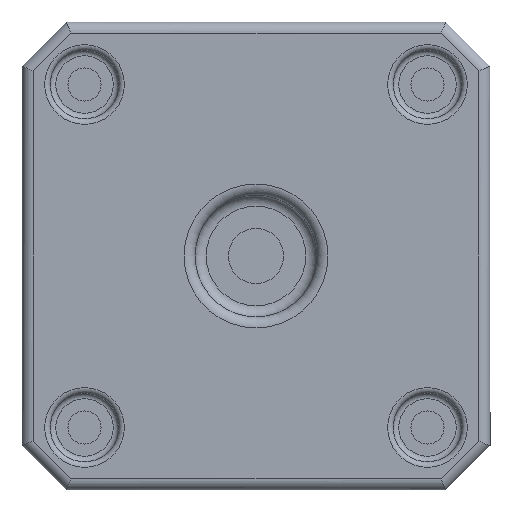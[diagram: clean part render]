
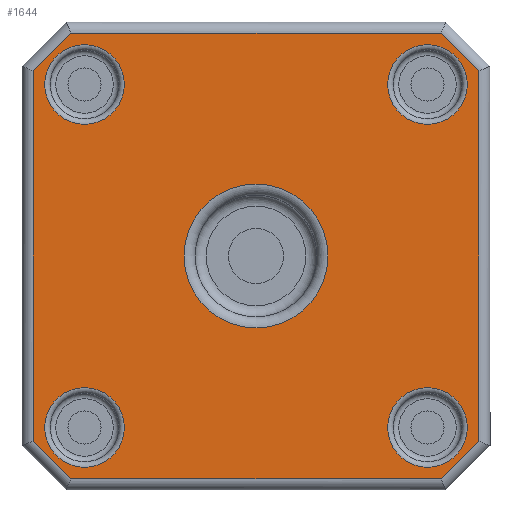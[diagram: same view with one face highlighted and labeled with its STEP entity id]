
A CAD part, front view. The second image highlights one B-rep face of the part: STEP entity #1644.
In plain terms, the highlighted planar face has unit normal (0, -1, 0).
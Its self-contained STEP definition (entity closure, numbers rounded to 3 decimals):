
#59=LINE('',#2491,#195);
#60=LINE('',#2493,#196);
#61=LINE('',#2495,#197);
#62=LINE('',#2497,#198);
#63=LINE('',#2499,#199);
#64=LINE('',#2501,#200);
#65=LINE('',#2503,#201);
#66=LINE('',#2504,#202);
#195=VECTOR('',#1971,33.471);
#196=VECTOR('',#1972,4.829);
#197=VECTOR('',#1973,33.471);
#198=VECTOR('',#1974,4.829);
#199=VECTOR('',#1975,33.471);
#200=VECTOR('',#1976,4.829);
#201=VECTOR('',#1977,33.471);
#202=VECTOR('',#1978,4.829);
#332=PLANE('',#1765);
#426=FACE_BOUND('',#609,.T.);
#427=FACE_BOUND('',#610,.T.);
#428=FACE_BOUND('',#611,.T.);
#429=FACE_BOUND('',#612,.T.);
#430=FACE_BOUND('',#613,.T.);
#493=FACE_OUTER_BOUND('',#608,.T.);
#608=EDGE_LOOP('',(#1208,#1209,#1210,#1211,#1212,#1213,#1214,#1215));
#609=EDGE_LOOP('',(#1216));
#610=EDGE_LOOP('',(#1217));
#611=EDGE_LOOP('',(#1218));
#612=EDGE_LOOP('',(#1219));
#613=EDGE_LOOP('',(#1220));
#782=CIRCLE('',#1764,6.5);
#783=CIRCLE('',#1766,3.6);
#784=CIRCLE('',#1767,3.6);
#785=CIRCLE('',#1768,3.6);
#786=CIRCLE('',#1769,3.6);
#840=VERTEX_POINT('',#2486);
#841=VERTEX_POINT('',#2489);
#842=VERTEX_POINT('',#2490);
#843=VERTEX_POINT('',#2492);
#844=VERTEX_POINT('',#2494);
#845=VERTEX_POINT('',#2496);
#846=VERTEX_POINT('',#2498);
#847=VERTEX_POINT('',#2500);
#848=VERTEX_POINT('',#2502);
#849=VERTEX_POINT('',#2505);
#850=VERTEX_POINT('',#2507);
#851=VERTEX_POINT('',#2509);
#852=VERTEX_POINT('',#2511);
#994=EDGE_CURVE('',#840,#840,#782,.T.);
#995=EDGE_CURVE('',#841,#842,#59,.T.);
#996=EDGE_CURVE('',#843,#841,#60,.T.);
#997=EDGE_CURVE('',#844,#843,#61,.T.);
#998=EDGE_CURVE('',#845,#844,#62,.T.);
#999=EDGE_CURVE('',#846,#845,#63,.T.);
#1000=EDGE_CURVE('',#847,#846,#64,.T.);
#1001=EDGE_CURVE('',#848,#847,#65,.T.);
#1002=EDGE_CURVE('',#842,#848,#66,.T.);
#1003=EDGE_CURVE('',#849,#849,#783,.T.);
#1004=EDGE_CURVE('',#850,#850,#784,.T.);
#1005=EDGE_CURVE('',#851,#851,#785,.T.);
#1006=EDGE_CURVE('',#852,#852,#786,.T.);
#1208=ORIENTED_EDGE('',*,*,#995,.F.);
#1209=ORIENTED_EDGE('',*,*,#996,.F.);
#1210=ORIENTED_EDGE('',*,*,#997,.F.);
#1211=ORIENTED_EDGE('',*,*,#998,.F.);
#1212=ORIENTED_EDGE('',*,*,#999,.F.);
#1213=ORIENTED_EDGE('',*,*,#1000,.F.);
#1214=ORIENTED_EDGE('',*,*,#1001,.F.);
#1215=ORIENTED_EDGE('',*,*,#1002,.F.);
#1216=ORIENTED_EDGE('',*,*,#1003,.F.);
#1217=ORIENTED_EDGE('',*,*,#1004,.F.);
#1218=ORIENTED_EDGE('',*,*,#1005,.F.);
#1219=ORIENTED_EDGE('',*,*,#1006,.F.);
#1220=ORIENTED_EDGE('',*,*,#994,.F.);
#1644=ADVANCED_FACE('',(#493,#426,#427,#428,#429,#430),#332,.F.);
#1764=AXIS2_PLACEMENT_3D('',#2487,#1967,#1968);
#1765=AXIS2_PLACEMENT_3D('',#2488,#1969,#1970);
#1766=AXIS2_PLACEMENT_3D('',#2506,#1979,#1980);
#1767=AXIS2_PLACEMENT_3D('',#2508,#1981,#1982);
#1768=AXIS2_PLACEMENT_3D('',#2510,#1983,#1984);
#1769=AXIS2_PLACEMENT_3D('',#2512,#1985,#1986);
#1967=DIRECTION('center_axis',(0.,-1.,0.));
#1968=DIRECTION('ref_axis',(-1.,0.,0.));
#1969=DIRECTION('center_axis',(0.,1.,0.));
#1970=DIRECTION('ref_axis',(0.,0.,1.));
#1971=DIRECTION('',(0.,0.,-1.));
#1972=DIRECTION('',(0.707,0.,-0.707));
#1973=DIRECTION('',(1.,0.,0.));
#1974=DIRECTION('',(0.707,0.,0.707));
#1975=DIRECTION('',(0.,0.,1.));
#1976=DIRECTION('',(-0.707,0.,0.707));
#1977=DIRECTION('',(-1.,0.,0.));
#1978=DIRECTION('',(-0.707,0.,-0.707));
#1979=DIRECTION('center_axis',(0.,-1.,0.));
#1980=DIRECTION('ref_axis',(-1.,0.,0.));
#1981=DIRECTION('center_axis',(0.,-1.,0.));
#1982=DIRECTION('ref_axis',(-1.,0.,0.));
#1983=DIRECTION('center_axis',(0.,-1.,0.));
#1984=DIRECTION('ref_axis',(-1.,0.,0.));
#1985=DIRECTION('center_axis',(0.,-1.,0.));
#1986=DIRECTION('ref_axis',(-1.,0.,0.));
#2486=CARTESIAN_POINT('',(27.65,0.,-21.15));
#2487=CARTESIAN_POINT('Origin',(21.15,0.,-21.15));
#2488=CARTESIAN_POINT('Origin',(21.15,0.,-21.15));
#2489=CARTESIAN_POINT('',(41.3,0.,-4.414));
#2490=CARTESIAN_POINT('',(41.3,0.,-37.886));
#2491=CARTESIAN_POINT('',(41.3,0.,-10.575));
#2492=CARTESIAN_POINT('',(37.886,0.,-1.));
#2493=CARTESIAN_POINT('',(38.593,0.,-1.707));
#2494=CARTESIAN_POINT('',(4.414,0.,-1.));
#2495=CARTESIAN_POINT('',(10.575,0.,-1.));
#2496=CARTESIAN_POINT('',(1.,0.,-4.414));
#2497=CARTESIAN_POINT('',(1.707,0.,-3.707));
#2498=CARTESIAN_POINT('',(1.,0.,-37.886));
#2499=CARTESIAN_POINT('',(1.,0.,-31.725));
#2500=CARTESIAN_POINT('',(4.414,0.,-41.3));
#2501=CARTESIAN_POINT('',(3.707,0.,-40.593));
#2502=CARTESIAN_POINT('',(37.886,0.,-41.3));
#2503=CARTESIAN_POINT('',(31.725,0.,-41.3));
#2504=CARTESIAN_POINT('',(40.593,0.,-38.593));
#2505=CARTESIAN_POINT('',(9.25,0.,-5.65));
#2506=CARTESIAN_POINT('Origin',(5.65,0.,-5.65));
#2507=CARTESIAN_POINT('',(40.25,0.,-36.65));
#2508=CARTESIAN_POINT('Origin',(36.65,0.,-36.65));
#2509=CARTESIAN_POINT('',(40.25,0.,-5.65));
#2510=CARTESIAN_POINT('Origin',(36.65,0.,-5.65));
#2511=CARTESIAN_POINT('',(9.25,0.,-36.65));
#2512=CARTESIAN_POINT('Origin',(5.65,0.,-36.65));
